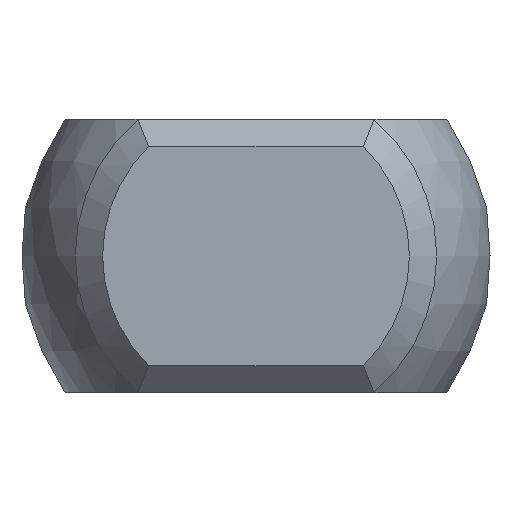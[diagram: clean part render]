
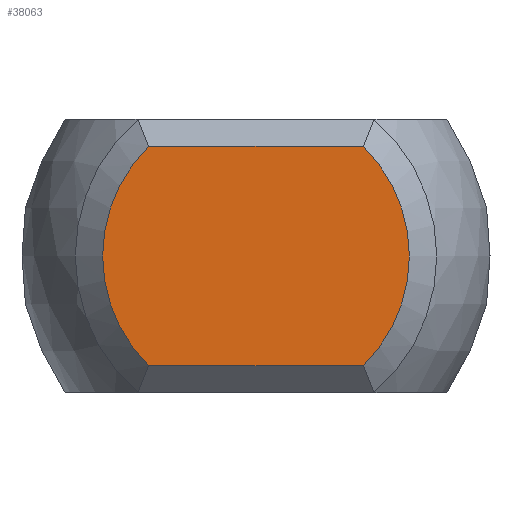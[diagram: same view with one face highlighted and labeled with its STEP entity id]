
A CAD part, left-side view. The second image highlights one B-rep face of the part: STEP entity #38063.
In plain terms, the highlighted planar face has unit normal (-1, 0, 0).
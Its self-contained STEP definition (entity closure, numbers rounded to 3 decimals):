
#35708 = PLANE('',#35709);
#35709 = AXIS2_PLACEMENT_3D('',#35710,#35711,#35712);
#35710 = CARTESIAN_POINT('',(-62.25,3.125,2.25));
#35711 = DIRECTION('',(0.707,0.,-0.707));
#35712 = DIRECTION('',(-0.707,0.,-0.707));
#37440 = EDGE_CURVE('',#37441,#37443,#37445,.T.);
#37441 = VERTEX_POINT('',#37442);
#37442 = CARTESIAN_POINT('',(-62.5,-1.96,-2.));
#37443 = VERTEX_POINT('',#37444);
#37444 = CARTESIAN_POINT('',(-62.5,-1.96,2.));
#37445 = SURFACE_CURVE('',#37446,(#37451,#37463),.PCURVE_S1.);
#37446 = CIRCLE('',#37447,2.8);
#37447 = AXIS2_PLACEMENT_3D('',#37448,#37449,#37450);
#37448 = CARTESIAN_POINT('',(-62.5,0.,0.));
#37449 = DIRECTION('',(-1.,0.,0.));
#37450 = DIRECTION('',(0.,-1.,0.));
#37451 = PCURVE('',#37452,#37457);
#37452 = CONICAL_SURFACE('',#37453,3.05,0.785);
#37453 = AXIS2_PLACEMENT_3D('',#37454,#37455,#37456);
#37454 = CARTESIAN_POINT('',(-62.25,0.,0.));
#37455 = DIRECTION('',(1.,0.,0.));
#37456 = DIRECTION('',(0.,-1.,0.));
#37457 = DEFINITIONAL_REPRESENTATION('',(#37458),#37462);
#37458 = LINE('',#37459,#37460);
#37459 = CARTESIAN_POINT('',(6.283,-0.25));
#37460 = VECTOR('',#37461,1.);
#37461 = DIRECTION('',(-1.,0.));
#37462 = ( GEOMETRIC_REPRESENTATION_CONTEXT(2) 
PARAMETRIC_REPRESENTATION_CONTEXT() REPRESENTATION_CONTEXT('2D SPACE',''
  ) );
#37463 = PCURVE('',#37464,#37469);
#37464 = PLANE('',#37465);
#37465 = AXIS2_PLACEMENT_3D('',#37466,#37467,#37468);
#37466 = CARTESIAN_POINT('',(-62.5,0.,0.));
#37467 = DIRECTION('',(1.,0.,0.));
#37468 = DIRECTION('',(0.,0.,-1.));
#37469 = DEFINITIONAL_REPRESENTATION('',(#37470),#37478);
#37470 = ( BOUNDED_CURVE() B_SPLINE_CURVE(2,(#37471,#37472,#37473,#37474
    ,#37475,#37476,#37477),.UNSPECIFIED.,.T.,.F.) 
B_SPLINE_CURVE_WITH_KNOTS((1,2,2,2,2,1),(-2.094,0.,
    2.094,4.189,6.283,8.378),
.UNSPECIFIED.) CURVE() GEOMETRIC_REPRESENTATION_ITEM() 
RATIONAL_B_SPLINE_CURVE((1.,0.5,1.,0.5,1.,0.5,1.)) REPRESENTATION_ITEM(
  '') );
#37471 = CARTESIAN_POINT('',(0.,-2.8));
#37472 = CARTESIAN_POINT('',(-4.85,-2.8));
#37473 = CARTESIAN_POINT('',(-2.425,1.4));
#37474 = CARTESIAN_POINT('',(0.,5.6));
#37475 = CARTESIAN_POINT('',(2.425,1.4));
#37476 = CARTESIAN_POINT('',(4.85,-2.8));
#37477 = CARTESIAN_POINT('',(0.,-2.8));
#37478 = ( GEOMETRIC_REPRESENTATION_CONTEXT(2) 
PARAMETRIC_REPRESENTATION_CONTEXT() REPRESENTATION_CONTEXT('2D SPACE',''
  ) );
#37496 = PLANE('',#37497);
#37497 = AXIS2_PLACEMENT_3D('',#37498,#37499,#37500);
#37498 = CARTESIAN_POINT('',(-62.25,-3.125,-2.25));
#37499 = DIRECTION('',(0.707,0.,0.707)
  );
#37500 = DIRECTION('',(0.707,0.,-0.707));
#37556 = EDGE_CURVE('',#37443,#37557,#37559,.T.);
#37557 = VERTEX_POINT('',#37558);
#37558 = CARTESIAN_POINT('',(-62.5,1.96,2.));
#37559 = SURFACE_CURVE('',#37560,(#37564,#37571),.PCURVE_S1.);
#37560 = LINE('',#37561,#37562);
#37561 = CARTESIAN_POINT('',(-62.5,3.125,2.));
#37562 = VECTOR('',#37563,1.);
#37563 = DIRECTION('',(0.,1.,0.));
#37564 = PCURVE('',#35708,#37565);
#37565 = DEFINITIONAL_REPRESENTATION('',(#37566),#37570);
#37566 = LINE('',#37567,#37568);
#37567 = CARTESIAN_POINT('',(0.354,0.));
#37568 = VECTOR('',#37569,1.);
#37569 = DIRECTION('',(0.,1.));
#37570 = ( GEOMETRIC_REPRESENTATION_CONTEXT(2) 
PARAMETRIC_REPRESENTATION_CONTEXT() REPRESENTATION_CONTEXT('2D SPACE',''
  ) );
#37571 = PCURVE('',#37464,#37572);
#37572 = DEFINITIONAL_REPRESENTATION('',(#37573),#37577);
#37573 = LINE('',#37574,#37575);
#37574 = CARTESIAN_POINT('',(-2.,3.125));
#37575 = VECTOR('',#37576,1.);
#37576 = DIRECTION('',(0.,1.));
#37577 = ( GEOMETRIC_REPRESENTATION_CONTEXT(2) 
PARAMETRIC_REPRESENTATION_CONTEXT() REPRESENTATION_CONTEXT('2D SPACE',''
  ) );
#37597 = CONICAL_SURFACE('',#37598,3.05,0.785);
#37598 = AXIS2_PLACEMENT_3D('',#37599,#37600,#37601);
#37599 = CARTESIAN_POINT('',(-62.25,0.,0.));
#37600 = DIRECTION('',(1.,0.,0.));
#37601 = DIRECTION('',(-0.,1.,0.));
#37611 = EDGE_CURVE('',#37557,#37612,#37614,.T.);
#37612 = VERTEX_POINT('',#37613);
#37613 = CARTESIAN_POINT('',(-62.5,1.96,-2.));
#37614 = SURFACE_CURVE('',#37615,(#37620,#37627),.PCURVE_S1.);
#37615 = CIRCLE('',#37616,2.8);
#37616 = AXIS2_PLACEMENT_3D('',#37617,#37618,#37619);
#37617 = CARTESIAN_POINT('',(-62.5,0.,0.));
#37618 = DIRECTION('',(-1.,0.,0.));
#37619 = DIRECTION('',(0.,1.,0.));
#37620 = PCURVE('',#37597,#37621);
#37621 = DEFINITIONAL_REPRESENTATION('',(#37622),#37626);
#37622 = LINE('',#37623,#37624);
#37623 = CARTESIAN_POINT('',(6.283,-0.25));
#37624 = VECTOR('',#37625,1.);
#37625 = DIRECTION('',(-1.,0.));
#37626 = ( GEOMETRIC_REPRESENTATION_CONTEXT(2) 
PARAMETRIC_REPRESENTATION_CONTEXT() REPRESENTATION_CONTEXT('2D SPACE',''
  ) );
#37627 = PCURVE('',#37464,#37628);
#37628 = DEFINITIONAL_REPRESENTATION('',(#37629),#37637);
#37629 = ( BOUNDED_CURVE() B_SPLINE_CURVE(2,(#37630,#37631,#37632,#37633
    ,#37634,#37635,#37636),.UNSPECIFIED.,.T.,.F.) 
B_SPLINE_CURVE_WITH_KNOTS((1,2,2,2,2,1),(-2.094,0.,
    2.094,4.189,6.283,8.378),
.UNSPECIFIED.) CURVE() GEOMETRIC_REPRESENTATION_ITEM() 
RATIONAL_B_SPLINE_CURVE((1.,0.5,1.,0.5,1.,0.5,1.)) REPRESENTATION_ITEM(
  '') );
#37630 = CARTESIAN_POINT('',(0.,2.8));
#37631 = CARTESIAN_POINT('',(4.85,2.8));
#37632 = CARTESIAN_POINT('',(2.425,-1.4));
#37633 = CARTESIAN_POINT('',(0.,-5.6));
#37634 = CARTESIAN_POINT('',(-2.425,-1.4));
#37635 = CARTESIAN_POINT('',(-4.85,2.8));
#37636 = CARTESIAN_POINT('',(0.,2.8));
#37637 = ( GEOMETRIC_REPRESENTATION_CONTEXT(2) 
PARAMETRIC_REPRESENTATION_CONTEXT() REPRESENTATION_CONTEXT('2D SPACE',''
  ) );
#37711 = EDGE_CURVE('',#37612,#37441,#37712,.T.);
#37712 = SURFACE_CURVE('',#37713,(#37717,#37724),.PCURVE_S1.);
#37713 = LINE('',#37714,#37715);
#37714 = CARTESIAN_POINT('',(-62.5,-3.125,-2.));
#37715 = VECTOR('',#37716,1.);
#37716 = DIRECTION('',(0.,-1.,0.));
#37717 = PCURVE('',#37496,#37718);
#37718 = DEFINITIONAL_REPRESENTATION('',(#37719),#37723);
#37719 = LINE('',#37720,#37721);
#37720 = CARTESIAN_POINT('',(-0.354,0.));
#37721 = VECTOR('',#37722,1.);
#37722 = DIRECTION('',(0.,-1.));
#37723 = ( GEOMETRIC_REPRESENTATION_CONTEXT(2) 
PARAMETRIC_REPRESENTATION_CONTEXT() REPRESENTATION_CONTEXT('2D SPACE',''
  ) );
#37724 = PCURVE('',#37464,#37725);
#37725 = DEFINITIONAL_REPRESENTATION('',(#37726),#37730);
#37726 = LINE('',#37727,#37728);
#37727 = CARTESIAN_POINT('',(2.,-3.125));
#37728 = VECTOR('',#37729,1.);
#37729 = DIRECTION('',(0.,-1.));
#37730 = ( GEOMETRIC_REPRESENTATION_CONTEXT(2) 
PARAMETRIC_REPRESENTATION_CONTEXT() REPRESENTATION_CONTEXT('2D SPACE',''
  ) );
#38063 = ADVANCED_FACE('',(#38064),#37464,.F.);
#38064 = FACE_BOUND('',#38065,.T.);
#38065 = EDGE_LOOP('',(#38066,#38067,#38068,#38069));
#38066 = ORIENTED_EDGE('',*,*,#37440,.T.);
#38067 = ORIENTED_EDGE('',*,*,#37556,.T.);
#38068 = ORIENTED_EDGE('',*,*,#37611,.T.);
#38069 = ORIENTED_EDGE('',*,*,#37711,.T.);
